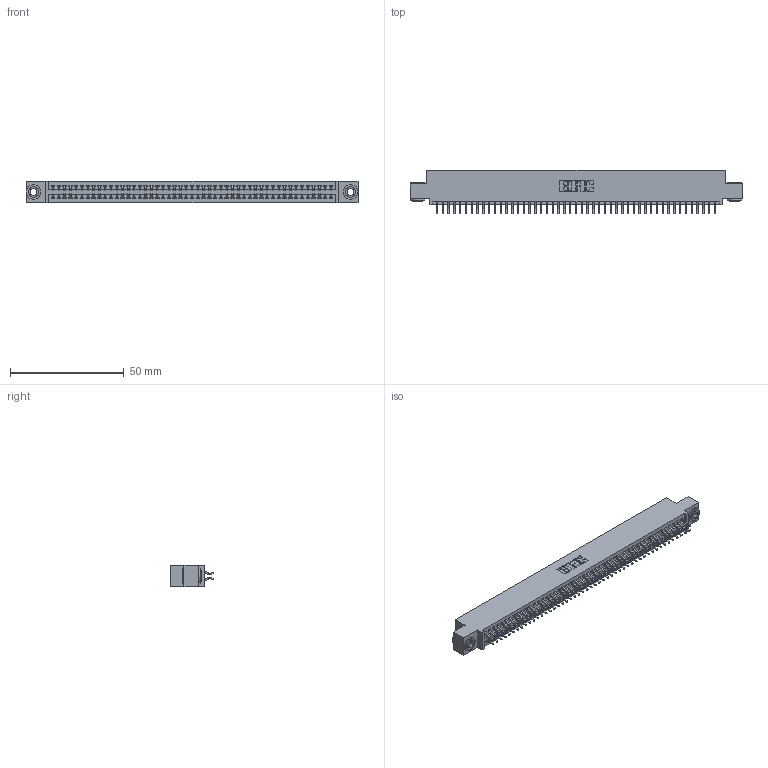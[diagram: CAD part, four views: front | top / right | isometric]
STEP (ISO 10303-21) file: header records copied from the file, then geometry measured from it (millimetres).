
FILE_DESCRIPTION (( 'STEP AP203' ), '1' );
FILE_NAME ('345-098-556-503.STEP', '2019-11-02T12:43:20', ( '' ), ( '' ), 'SwSTEP 2.0', 'SolidWorks 2016', '' );
FILE_SCHEMA (( 'CONFIG_CONTROL_DESIGN' ));
Length unit declared in the file: inch
Products named in the file (4): 345 Part_0.110 Offset - 0.156 Dia-TH; 345-098-556-503; 345-292-001_556 Tail; 345-250-002_345-250-002-102
Assembly tree (101 placements, depth 2):
  345-098-556-503
    345 Part_0.110 Offset - 0.156 Dia-TH
    345-292-001_556 Tail  x98
    345-250-002_345-250-002-102  x2
Bounding box: 145.67 x 19.24 x 9.4 mm (x, y, z)
Volume: 14157.6 mm3; surface area: 21274.8 mm2
Topology: 101 solids, 101 shells, 5656 faces, 16795 edges, 11062 vertices
Faces by surface type: plane 3720, cylinder 1928, cone 8
Entity records: 38506 total; most frequent: CARTESIAN_POINT 6439, ORIENTED_EDGE 6354, DIRECTION 5687, EDGE_CURVE 3177, VECTOR 2817, LINE 2817, VERTEX_POINT 2114, AXIS2_PLACEMENT_3D 1435
